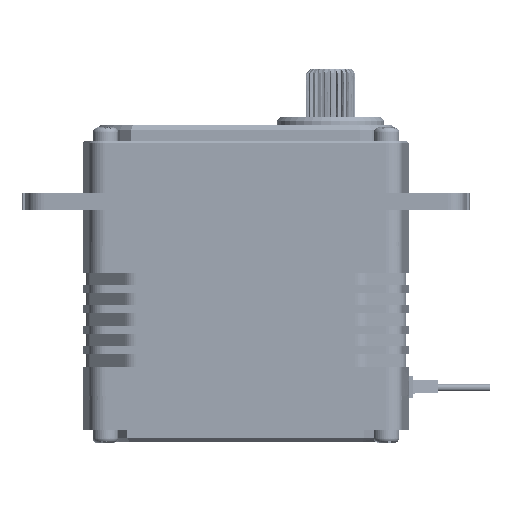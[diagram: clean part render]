
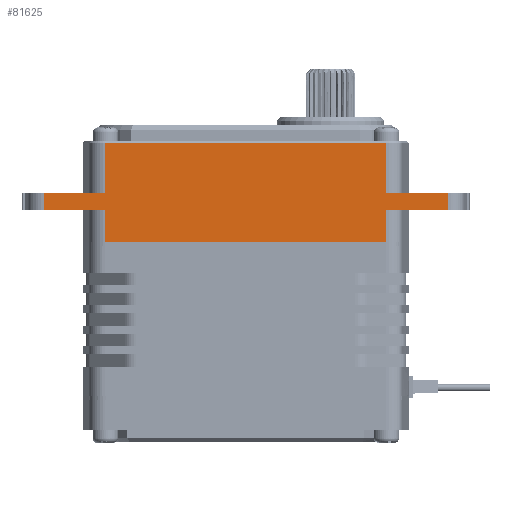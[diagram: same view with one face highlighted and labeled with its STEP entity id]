
A CAD part, left-side view. The second image highlights one B-rep face of the part: STEP entity #81625.
In plain terms, the highlighted planar face has unit normal (-1, 0, 0).
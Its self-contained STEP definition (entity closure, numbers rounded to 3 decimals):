
#83 = CARTESIAN_POINT ( 'NONE',  ( -10., 15.418, 6. ) ) ;
#1352 = VERTEX_POINT ( 'NONE', #18303 ) ;
#1528 = DIRECTION ( 'NONE',  ( 0., -1., 0. ) ) ;
#4767 = EDGE_CURVE ( 'NONE', #48858, #14419, #29821, .T. ) ;
#5858 = ORIENTED_EDGE ( 'NONE', *, *, #43248, .T. ) ;
#6259 = CARTESIAN_POINT ( 'NONE',  ( -10., 0., 4. ) ) ;
#10001 = CARTESIAN_POINT ( 'NONE',  ( -10., -18.927, 4. ) ) ;
#12655 = VERTEX_POINT ( 'NONE', #28695 ) ;
#13412 = VERTEX_POINT ( 'NONE', #71301 ) ;
#13584 = CARTESIAN_POINT ( 'NONE',  ( -10., -26.46, 4. ) ) ;
#14419 = VERTEX_POINT ( 'NONE', #15666 ) ;
#15581 = EDGE_CURVE ( 'NONE', #40939, #26540, #74226, .T. ) ;
#15666 = CARTESIAN_POINT ( 'NONE',  ( -10., 22.951, 4. ) ) ;
#17289 = CARTESIAN_POINT ( 'NONE',  ( -10., -18.927, 0. ) ) ;
#18208 = CARTESIAN_POINT ( 'NONE',  ( -10., 22.951, 6. ) ) ;
#18303 = CARTESIAN_POINT ( 'NONE',  ( -10., 15.418, 4. ) ) ;
#19021 = CARTESIAN_POINT ( 'NONE',  ( -10., -18.927, 6. ) ) ;
#19652 = LINE ( 'NONE', #83349, #70387 ) ;
#19920 = DIRECTION ( 'NONE',  ( 0., 0., -1. ) ) ;
#21006 = CARTESIAN_POINT ( 'NONE',  ( -10., 15.418, 14.3 ) ) ;
#21615 = EDGE_CURVE ( 'NONE', #13412, #41615, #36384, .T. ) ;
#22166 = EDGE_CURVE ( 'NONE', #1352, #40939, #29760, .T. ) ;
#22667 = DIRECTION ( 'NONE',  ( 0., 0., -1. ) ) ;
#22961 = DIRECTION ( 'NONE',  ( 0., 1., 0. ) ) ;
#23582 = ORIENTED_EDGE ( 'NONE', *, *, #77508, .T. ) ;
#26379 = EDGE_CURVE ( 'NONE', #37805, #49617, #55838, .T. ) ;
#26540 = VERTEX_POINT ( 'NONE', #17289 ) ;
#27258 = VERTEX_POINT ( 'NONE', #83 ) ;
#27331 = CARTESIAN_POINT ( 'NONE',  ( -10., 22.951, 14.3 ) ) ;
#28673 = ORIENTED_EDGE ( 'NONE', *, *, #22166, .T. ) ;
#28695 = CARTESIAN_POINT ( 'NONE',  ( -10., -18.927, 12.2 ) ) ;
#29760 = LINE ( 'NONE', #54999, #65004 ) ;
#29821 = LINE ( 'NONE', #27331, #72863 ) ;
#30294 = LINE ( 'NONE', #61753, #64379 ) ;
#31046 = FACE_OUTER_BOUND ( 'NONE', #78621, .T. ) ;
#31622 = VECTOR ( 'NONE', #34597, 1000. ) ;
#33076 = VECTOR ( 'NONE', #49043, 1000. ) ;
#33084 = EDGE_CURVE ( 'NONE', #27258, #48858, #30294, .T. ) ;
#34597 = DIRECTION ( 'NONE',  ( 0., 0., 1. ) ) ;
#35337 = VECTOR ( 'NONE', #22961, 1000. ) ;
#36384 = LINE ( 'NONE', #19021, #54064 ) ;
#36562 = CARTESIAN_POINT ( 'NONE',  ( -10., -18.927, 6. ) ) ;
#36987 = EDGE_CURVE ( 'NONE', #37805, #26540, #79649, .T. ) ;
#37805 = VERTEX_POINT ( 'NONE', #10001 ) ;
#38606 = CARTESIAN_POINT ( 'NONE',  ( -10., 15.418, 0. ) ) ;
#39675 = CARTESIAN_POINT ( 'NONE',  ( -10., -18.927, 14.3 ) ) ;
#39810 = EDGE_CURVE ( 'NONE', #82247, #27258, #72731, .T. ) ;
#39812 = AXIS2_PLACEMENT_3D ( 'NONE', #86617, #50618, #43209 ) ;
#40433 = LINE ( 'NONE', #62876, #31622 ) ;
#40939 = VERTEX_POINT ( 'NONE', #38606 ) ;
#41615 = VERTEX_POINT ( 'NONE', #36562 ) ;
#42152 = EDGE_CURVE ( 'NONE', #1352, #14419, #19652, .T. ) ;
#42594 = VECTOR ( 'NONE', #55504, 1000. ) ;
#43209 = DIRECTION ( 'NONE',  ( 0., 1., 0. ) ) ;
#43248 = EDGE_CURVE ( 'NONE', #49617, #13412, #40433, .T. ) ;
#43405 = VECTOR ( 'NONE', #46185, 1000. ) ;
#45257 = CARTESIAN_POINT ( 'NONE',  ( -10., -18.927, 4. ) ) ;
#46185 = DIRECTION ( 'NONE',  ( 0., 0., 1. ) ) ;
#48858 = VERTEX_POINT ( 'NONE', #18208 ) ;
#49043 = DIRECTION ( 'NONE',  ( 0., 0., -1. ) ) ;
#49617 = VERTEX_POINT ( 'NONE', #13584 ) ;
#50618 = DIRECTION ( 'NONE',  ( 1., 0., 0. ) ) ;
#51443 = CARTESIAN_POINT ( 'NONE',  ( -10., 17.011, 0. ) ) ;
#52096 = ORIENTED_EDGE ( 'NONE', *, *, #36987, .F. ) ;
#53820 = CARTESIAN_POINT ( 'NONE',  ( -10., 15.418, 12.2 ) ) ;
#54064 = VECTOR ( 'NONE', #61759, 1000. ) ;
#54999 = CARTESIAN_POINT ( 'NONE',  ( -10., 15.418, 4. ) ) ;
#55504 = DIRECTION ( 'NONE',  ( 0., -1., 0. ) ) ;
#55838 = LINE ( 'NONE', #6259, #42594 ) ;
#58952 = CARTESIAN_POINT ( 'NONE',  ( -10., 15.418, 12.2 ) ) ;
#61728 = DIRECTION ( 'NONE',  ( 0., 1., 0. ) ) ;
#61753 = CARTESIAN_POINT ( 'NONE',  ( -10., 15.418, 6. ) ) ;
#61759 = DIRECTION ( 'NONE',  ( 0., 1., 0. ) ) ;
#62092 = LINE ( 'NONE', #39675, #43405 ) ;
#62876 = CARTESIAN_POINT ( 'NONE',  ( -10., -26.46, 14.3 ) ) ;
#64379 = VECTOR ( 'NONE', #68917, 1000. ) ;
#64405 = ORIENTED_EDGE ( 'NONE', *, *, #42152, .F. ) ;
#65004 = VECTOR ( 'NONE', #19920, 1000. ) ;
#65343 = PLANE ( 'NONE',  #39812 ) ;
#66729 = ORIENTED_EDGE ( 'NONE', *, *, #26379, .T. ) ;
#67758 = ORIENTED_EDGE ( 'NONE', *, *, #21615, .T. ) ;
#67887 = ORIENTED_EDGE ( 'NONE', *, *, #39810, .T. ) ;
#68917 = DIRECTION ( 'NONE',  ( 0., 1., 0. ) ) ;
#70387 = VECTOR ( 'NONE', #61728, 1000. ) ;
#71301 = CARTESIAN_POINT ( 'NONE',  ( -10., -26.46, 6. ) ) ;
#72731 = LINE ( 'NONE', #21006, #33076 ) ;
#72863 = VECTOR ( 'NONE', #22667, 1000. ) ;
#74215 = ORIENTED_EDGE ( 'NONE', *, *, #4767, .T. ) ;
#74226 = LINE ( 'NONE', #51443, #84133 ) ;
#74479 = ORIENTED_EDGE ( 'NONE', *, *, #87997, .T. ) ;
#75208 = VECTOR ( 'NONE', #80659, 1000. ) ;
#77508 = EDGE_CURVE ( 'NONE', #41615, #12655, #62092, .T. ) ;
#78408 = ORIENTED_EDGE ( 'NONE', *, *, #33084, .T. ) ;
#78621 = EDGE_LOOP ( 'NONE', ( #23582, #74479, #67887, #78408, #74215, #64405, #28673, #81965, #52096, #66729, #5858, #67758 ) ) ;
#79649 = LINE ( 'NONE', #45257, #75208 ) ;
#80659 = DIRECTION ( 'NONE',  ( 0., 0., -1. ) ) ;
#81625 = ADVANCED_FACE ( 'NONE', ( #31046 ), #65343, .F. ) ;
#81965 = ORIENTED_EDGE ( 'NONE', *, *, #15581, .T. ) ;
#82247 = VERTEX_POINT ( 'NONE', #53820 ) ;
#83349 = CARTESIAN_POINT ( 'NONE',  ( -10., 0., 4. ) ) ;
#84133 = VECTOR ( 'NONE', #1528, 1000. ) ;
#86617 = CARTESIAN_POINT ( 'NONE',  ( -10., 17.011, 14.3 ) ) ;
#87997 = EDGE_CURVE ( 'NONE', #12655, #82247, #88226, .T. ) ;
#88226 = LINE ( 'NONE', #58952, #35337 ) ;
